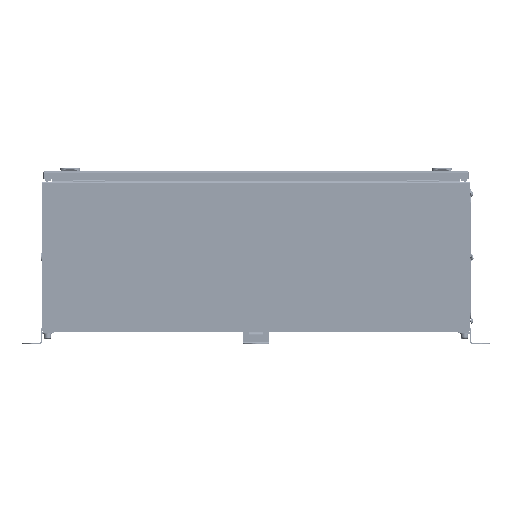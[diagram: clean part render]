
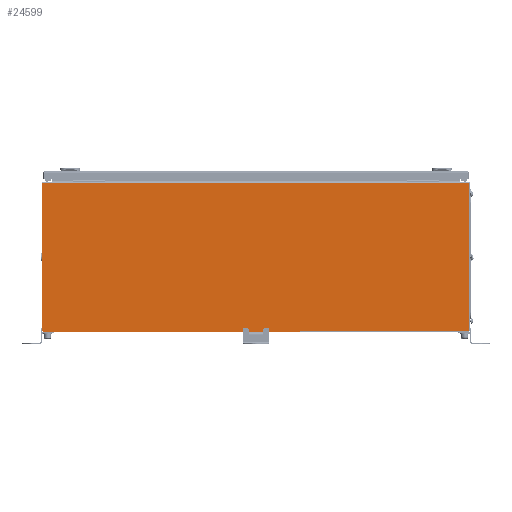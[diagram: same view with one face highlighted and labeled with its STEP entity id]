
A CAD part, left-side view. The second image highlights one B-rep face of the part: STEP entity #24599.
In plain terms, the highlighted face is planar.
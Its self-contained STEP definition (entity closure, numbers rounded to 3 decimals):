
#4100 = EDGE_CURVE ( 'NONE', #42483, #69619, #9554, .T. ) ;
#4660 = FACE_OUTER_BOUND ( 'NONE', #47576, .T. ) ;
#5336 = AXIS2_PLACEMENT_3D ( 'NONE', #12123, #66921, #11203 ) ;
#7025 = LINE ( 'NONE', #28383, #54773 ) ;
#7941 = EDGE_CURVE ( 'NONE', #44145, #69619, #83181, .T. ) ;
#9160 = CARTESIAN_POINT ( 'NONE',  ( 137.225, -400., -1.5 ) ) ;
#9554 = LINE ( 'NONE', #37831, #68430 ) ;
#11203 = DIRECTION ( 'NONE',  ( 1., 0., 0. ) ) ;
#11448 = DIRECTION ( 'NONE',  ( 1., 0., 0. ) ) ;
#12123 = CARTESIAN_POINT ( 'NONE',  ( -137.225, -397., -1.5 ) ) ;
#14955 = CARTESIAN_POINT ( 'NONE',  ( -140.225, -397., -1.5 ) ) ;
#16567 = ORIENTED_EDGE ( 'NONE', *, *, #7941, .T. ) ;
#17968 = ORIENTED_EDGE ( 'NONE', *, *, #34127, .T. ) ;
#18329 = EDGE_CURVE ( 'NONE', #24488, #59951, #37923, .T. ) ;
#20153 = AXIS2_PLACEMENT_3D ( 'NONE', #52924, #39453, #67765 ) ;
#22094 = VECTOR ( 'NONE', #50223, 1000. ) ;
#22274 = VECTOR ( 'NONE', #11448, 1000. ) ;
#24488 = VERTEX_POINT ( 'NONE', #71558 ) ;
#24599 = ADVANCED_FACE ( 'NONE', ( #4660 ), #59882, .F. ) ;
#28383 = CARTESIAN_POINT ( 'NONE',  ( 137.225, 400., -1.5 ) ) ;
#34127 = EDGE_CURVE ( 'NONE', #42483, #59951, #7025, .T. ) ;
#37831 = CARTESIAN_POINT ( 'NONE',  ( 140.225, 400., -1.5 ) ) ;
#37923 = LINE ( 'NONE', #75048, #22274 ) ;
#39453 = DIRECTION ( 'NONE',  ( 0., 0., 1. ) ) ;
#39884 = ORIENTED_EDGE ( 'NONE', *, *, #86175, .F. ) ;
#41681 = ORIENTED_EDGE ( 'NONE', *, *, #54094, .T. ) ;
#41722 = VERTEX_POINT ( 'NONE', #14955 ) ;
#42483 = VERTEX_POINT ( 'NONE', #49102 ) ;
#44145 = VERTEX_POINT ( 'NONE', #70202 ) ;
#45334 = CIRCLE ( 'NONE', #5336, 3. ) ;
#47576 = EDGE_LOOP ( 'NONE', ( #69334, #41681, #39884, #16567, #65198, #17968 ) ) ;
#48296 = CARTESIAN_POINT ( 'NONE',  ( -137.225, 400., -1.5 ) ) ;
#49102 = CARTESIAN_POINT ( 'NONE',  ( 137.225, 400., -1.5 ) ) ;
#50223 = DIRECTION ( 'NONE',  ( 0., -1., 0. ) ) ;
#50684 = LINE ( 'NONE', #58542, #22094 ) ;
#52235 = DIRECTION ( 'NONE',  ( -1., 0., 0. ) ) ;
#52924 = CARTESIAN_POINT ( 'NONE',  ( 0., 0., -1.5 ) ) ;
#54094 = EDGE_CURVE ( 'NONE', #24488, #41722, #45334, .T. ) ;
#54773 = VECTOR ( 'NONE', #85057, 1000. ) ;
#58542 = CARTESIAN_POINT ( 'NONE',  ( -140.225, -400., -1.5 ) ) ;
#59882 = PLANE ( 'NONE',  #20153 ) ;
#59951 = VERTEX_POINT ( 'NONE', #9160 ) ;
#65198 = ORIENTED_EDGE ( 'NONE', *, *, #4100, .F. ) ;
#66921 = DIRECTION ( 'NONE',  ( 0., 0., -1. ) ) ;
#67765 = DIRECTION ( 'NONE',  ( 1., 0., 0. ) ) ;
#68430 = VECTOR ( 'NONE', #52235, 1000. ) ;
#69334 = ORIENTED_EDGE ( 'NONE', *, *, #18329, .F. ) ;
#69619 = VERTEX_POINT ( 'NONE', #48296 ) ;
#69967 = DIRECTION ( 'NONE',  ( 0., 0., -1. ) ) ;
#70202 = CARTESIAN_POINT ( 'NONE',  ( -140.225, 397., -1.5 ) ) ;
#70879 = DIRECTION ( 'NONE',  ( 1., 0., 0. ) ) ;
#71558 = CARTESIAN_POINT ( 'NONE',  ( -137.225, -400., -1.5 ) ) ;
#75048 = CARTESIAN_POINT ( 'NONE',  ( 140.225, -400., -1.5 ) ) ;
#78297 = CARTESIAN_POINT ( 'NONE',  ( -137.225, 397., -1.5 ) ) ;
#78709 = AXIS2_PLACEMENT_3D ( 'NONE', #78297, #69967, #70879 ) ;
#83181 = CIRCLE ( 'NONE', #78709, 3. ) ;
#85057 = DIRECTION ( 'NONE',  ( 0., -1., 0. ) ) ;
#86175 = EDGE_CURVE ( 'NONE', #44145, #41722, #50684, .T. ) ;
